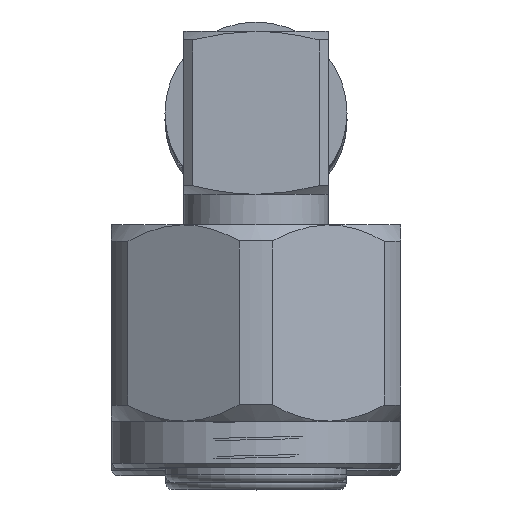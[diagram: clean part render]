
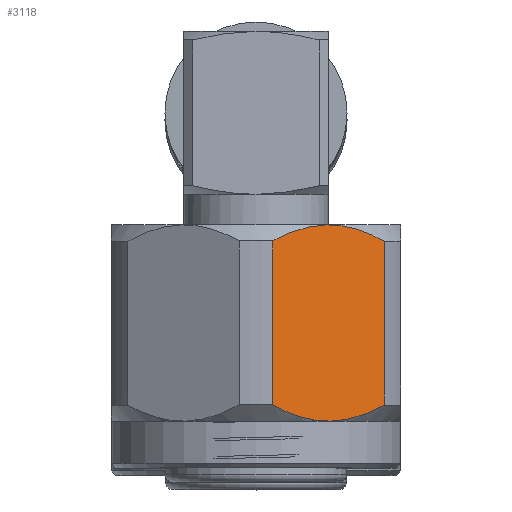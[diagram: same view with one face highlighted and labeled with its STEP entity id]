
A CAD part, top view. The second image highlights one B-rep face of the part: STEP entity #3118.
In plain terms, the highlighted face is planar.
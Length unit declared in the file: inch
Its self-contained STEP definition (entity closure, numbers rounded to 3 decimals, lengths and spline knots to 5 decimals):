
#53 = CARTESIAN_POINT ( 'NONE',  ( -0.2436, 0.27882, 0.14699 ) ) ;
#74 = CARTESIAN_POINT ( 'NONE',  ( -0.24442, 0.26079, 0.17821 ) ) ;
#307 = VERTEX_POINT ( 'NONE', #5296 ) ;
#344 = CARTESIAN_POINT ( 'NONE',  ( -0.66633, 0.29671, 0.116 ) ) ;
#355 = ORIENTED_EDGE ( 'NONE', *, *, #7218, .T. ) ;
#394 = CARTESIAN_POINT ( 'NONE',  ( -0.6546, 0.32031, 0.07513 ) ) ;
#579 = DIRECTION ( 'NONE',  ( 0., -0.5, 0.866 ) ) ;
#614 = CARTESIAN_POINT ( 'NONE',  ( -0.27879, 0.20299, 0.27833 ) ) ;
#636 = CARTESIAN_POINT ( 'NONE',  ( -0.26821, 0.21395, 0.25934 ) ) ;
#660 = EDGE_CURVE ( 'NONE', #4677, #307, #5310, .T. ) ;
#966 = CARTESIAN_POINT ( 'NONE',  ( -0.66957, 0.28473, 0.13675 ) ) ;
#1021 = CARTESIAN_POINT ( 'NONE',  ( -0.6352, 0.34253, 0.03663 ) ) ;
#1212 = VECTOR ( 'NONE', #2815, 39.37008 ) ;
#1599 = CARTESIAN_POINT ( 'NONE',  ( -0.64578, 0.33157, 0.05562 ) ) ;
#1605 = CARTESIAN_POINT ( 'NONE',  ( -0.6352, 0.20299, 0.27833 ) ) ;
#1815 = CARTESIAN_POINT ( 'NONE',  ( -0.24772, 0.29693, 0.11563 ) ) ;
#2188 = CARTESIAN_POINT ( 'NONE',  ( -0.6639, 0.30272, 0.1056 ) ) ;
#2306 = ORIENTED_EDGE ( 'NONE', *, *, #5067, .F. ) ;
#2584 = EDGE_LOOP ( 'NONE', ( #2664, #2306, #355, #3233 ) ) ;
#2664 = ORIENTED_EDGE ( 'NONE', *, *, #660, .T. ) ;
#2784 = CARTESIAN_POINT ( 'NONE',  ( -0.6352, 0.34253, 0.03663 ) ) ;
#2798 = LINE ( 'NONE', #2862, #1212 ) ;
#2815 = DIRECTION ( 'NONE',  ( -1., 0., 0. ) ) ;
#2833 = CARTESIAN_POINT ( 'NONE',  ( -0.67038, 0.26671, 0.16797 ) ) ;
#2862 = CARTESIAN_POINT ( 'NONE',  ( 0.73088, 0.34253, 0.03663 ) ) ;
#2996 = VERTEX_POINT ( 'NONE', #6561 ) ;
#3000 = CARTESIAN_POINT ( 'NONE',  ( -0.25938, 0.22522, 0.23983 ) ) ;
#3076 = CARTESIAN_POINT ( 'NONE',  ( -0.24443, 0.28485, 0.13655 ) ) ;
#3118 = ADVANCED_FACE ( 'NONE', ( #4562 ), #6495, .T. ) ;
#3137 = B_SPLINE_CURVE_WITH_KNOTS ( 'NONE', 3,
 ( #7075, #3449, #4269, #3661, #1815, #3076, #53, #4171, #74, #4841, #3637, #3000, #636, #614 ),
 .UNSPECIFIED., .F., .F.,
 ( 4, 2, 2, 2, 2, 2, 4 ),
 ( 0., 0.00184, 0.00275, 0.00367, 0.00459, 0.0055, 0.00734 ),
 .UNSPECIFIED. ) ;
#3233 = ORIENTED_EDGE ( 'NONE', *, *, #3610, .F. ) ;
#3258 = VECTOR ( 'NONE', #3351, 39.37008 ) ;
#3320 = CARTESIAN_POINT ( 'NONE',  ( -0.66955, 0.26068, 0.17841 ) ) ;
#3351 = DIRECTION ( 'NONE',  ( 1., 0., 0. ) ) ;
#3365 = CARTESIAN_POINT ( 'NONE',  ( -0.66382, 0.24265, 0.20963 ) ) ;
#3382 = CARTESIAN_POINT ( 'NONE',  ( 0.73088, 0.20299, 0.27833 ) ) ;
#3449 = CARTESIAN_POINT ( 'NONE',  ( -0.26822, 0.33159, 0.0556 ) ) ;
#3583 = CARTESIAN_POINT ( 'NONE',  ( -0.78348, 0.36369, 0. ) ) ;
#3610 = EDGE_CURVE ( 'NONE', #4677, #3804, #7211, .T. ) ;
#3637 = CARTESIAN_POINT ( 'NONE',  ( -0.25009, 0.24281, 0.20936 ) ) ;
#3661 = CARTESIAN_POINT ( 'NONE',  ( -0.25016, 0.30287, 0.10533 ) ) ;
#3804 = VERTEX_POINT ( 'NONE', #1021 ) ;
#3912 = CARTESIAN_POINT ( 'NONE',  ( -0.65456, 0.22517, 0.23991 ) ) ;
#4171 = CARTESIAN_POINT ( 'NONE',  ( -0.2436, 0.2668, 0.16782 ) ) ;
#4269 = CARTESIAN_POINT ( 'NONE',  ( -0.25943, 0.32035, 0.07505 ) ) ;
#4542 = CARTESIAN_POINT ( 'NONE',  ( -0.6352, 0.20299, 0.27833 ) ) ;
#4562 = FACE_OUTER_BOUND ( 'NONE', #2584, .T. ) ;
#4677 = VERTEX_POINT ( 'NONE', #1605 ) ;
#4841 = CARTESIAN_POINT ( 'NONE',  ( -0.24765, 0.24882, 0.19896 ) ) ;
#5067 = EDGE_CURVE ( 'NONE', #2996, #307, #3137, .T. ) ;
#5129 = CARTESIAN_POINT ( 'NONE',  ( -0.67039, 0.27873, 0.14714 ) ) ;
#5296 = CARTESIAN_POINT ( 'NONE',  ( -0.27879, 0.20299, 0.27833 ) ) ;
#5310 = LINE ( 'NONE', #3382, #3258 ) ;
#6288 = CARTESIAN_POINT ( 'NONE',  ( -0.64577, 0.21394, 0.25936 ) ) ;
#6389 = CARTESIAN_POINT ( 'NONE',  ( -0.66626, 0.2486, 0.19933 ) ) ;
#6495 = PLANE ( 'NONE',  #6767 ) ;
#6531 = DIRECTION ( 'NONE',  ( 0., 0.866, 0.5 ) ) ;
#6561 = CARTESIAN_POINT ( 'NONE',  ( -0.27879, 0.34253, 0.03663 ) ) ;
#6767 = AXIS2_PLACEMENT_3D ( 'NONE', #3583, #6531, #579 ) ;
#7075 = CARTESIAN_POINT ( 'NONE',  ( -0.27879, 0.34253, 0.03663 ) ) ;
#7211 = B_SPLINE_CURVE_WITH_KNOTS ( 'NONE', 3,
 ( #4542, #6288, #3912, #3365, #6389, #3320, #2833, #5129, #966, #344, #2188, #394, #1599, #2784 ),
 .UNSPECIFIED., .F., .F.,
 ( 4, 2, 2, 2, 2, 2, 4 ),
 ( 0., 0.00184, 0.00275, 0.00367, 0.00459, 0.0055, 0.00734 ),
 .UNSPECIFIED. ) ;
#7218 = EDGE_CURVE ( 'NONE', #2996, #3804, #2798, .T. ) ;
